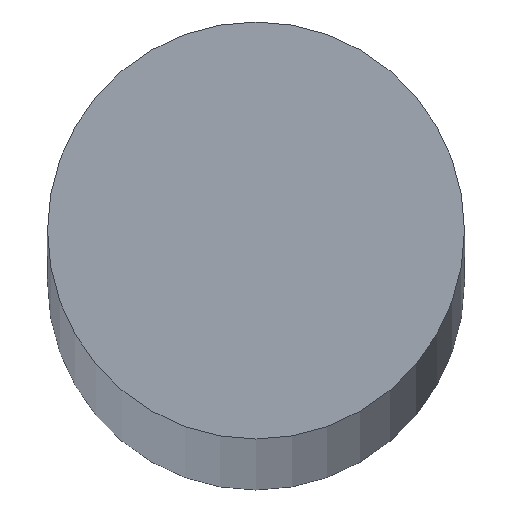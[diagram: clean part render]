
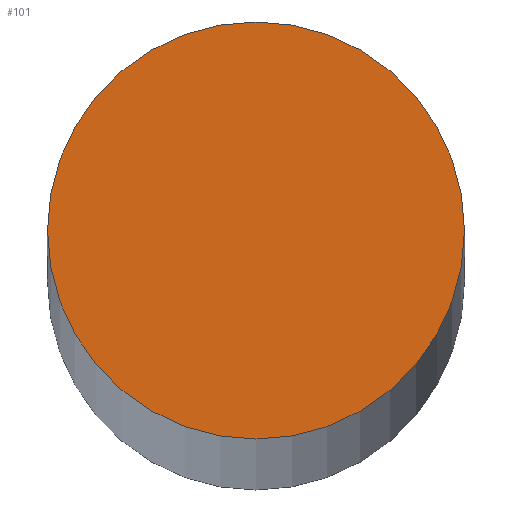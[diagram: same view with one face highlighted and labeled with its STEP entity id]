
A CAD part, top view. The second image highlights one B-rep face of the part: STEP entity #101.
In plain terms, the highlighted planar face has unit normal (0, 0, 1).
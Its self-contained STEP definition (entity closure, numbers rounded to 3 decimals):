
#10 = CARTESIAN_POINT ( 'NONE',  ( 0., 0., 420. ) ) ;
#17 = VERTEX_POINT ( 'NONE', #144 ) ;
#25 = ORIENTED_EDGE ( 'NONE', *, *, #61, .T. ) ;
#45 = CARTESIAN_POINT ( 'NONE',  ( 0., 0., 420. ) ) ;
#52 = CIRCLE ( 'NONE', #60, 3. ) ;
#60 = AXIS2_PLACEMENT_3D ( 'NONE', #10, #140, #111 ) ;
#61 = EDGE_CURVE ( 'NONE', #156, #17, #153, .T. ) ;
#62 = CARTESIAN_POINT ( 'NONE',  ( -3., 0., 420. ) ) ;
#65 = CARTESIAN_POINT ( 'NONE',  ( 0., 0., 420. ) ) ;
#67 = DIRECTION ( 'NONE',  ( 0., 0., 1. ) ) ;
#96 = DIRECTION ( 'NONE',  ( 0., 0., 1. ) ) ;
#100 = AXIS2_PLACEMENT_3D ( 'NONE', #65, #67, #173 ) ;
#101 = ADVANCED_FACE ( 'NONE', ( #147 ), #163, .T. ) ;
#102 = EDGE_CURVE ( 'NONE', #17, #156, #52, .T. ) ;
#111 = DIRECTION ( 'NONE',  ( 1., 0., 0. ) ) ;
#133 = ORIENTED_EDGE ( 'NONE', *, *, #102, .T. ) ;
#140 = DIRECTION ( 'NONE',  ( 0., 0., 1. ) ) ;
#144 = CARTESIAN_POINT ( 'NONE',  ( 3., 0., 420. ) ) ;
#146 = DIRECTION ( 'NONE',  ( 1., 0., 0. ) ) ;
#147 = FACE_OUTER_BOUND ( 'NONE', #149, .T. ) ;
#149 = EDGE_LOOP ( 'NONE', ( #25, #133 ) ) ;
#150 = AXIS2_PLACEMENT_3D ( 'NONE', #45, #96, #146 ) ;
#153 = CIRCLE ( 'NONE', #100, 3. ) ;
#156 = VERTEX_POINT ( 'NONE', #62 ) ;
#163 = PLANE ( 'NONE',  #150 ) ;
#173 = DIRECTION ( 'NONE',  ( 1., 0., 0. ) ) ;
